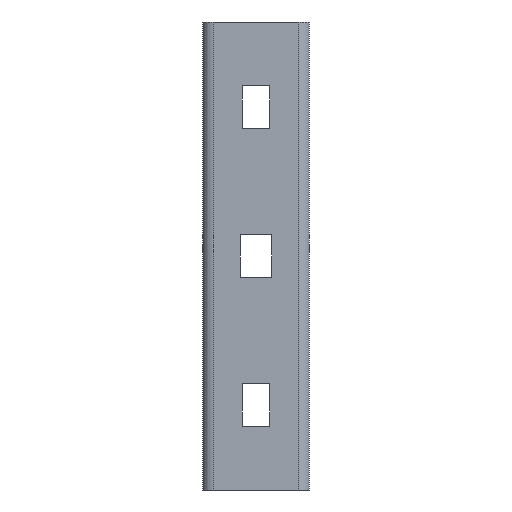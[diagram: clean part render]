
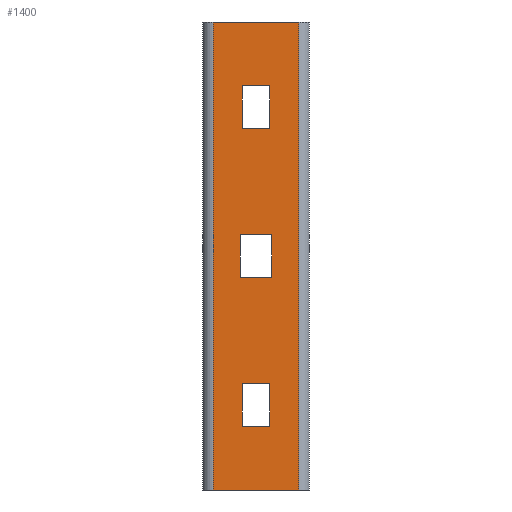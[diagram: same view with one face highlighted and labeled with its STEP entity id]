
A CAD part, left-side view. The second image highlights one B-rep face of the part: STEP entity #1400.
In plain terms, the highlighted planar face has unit normal (-1, 0, 0).
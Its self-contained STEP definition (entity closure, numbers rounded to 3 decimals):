
#9 = VECTOR ( 'NONE', #414, 1000. ) ;
#10 = DIRECTION ( 'NONE',  ( 0., 0., 1. ) ) ;
#11 = EDGE_CURVE ( 'NONE', #799, #668, #469, .T. ) ;
#15 = ORIENTED_EDGE ( 'NONE', *, *, #215, .T. ) ;
#17 = ORIENTED_EDGE ( 'NONE', *, *, #573, .T. ) ;
#21 = CARTESIAN_POINT ( 'NONE',  ( 0., 20., 220. ) ) ;
#50 = DIRECTION ( 'NONE',  ( 0., 0., -1. ) ) ;
#58 = DIRECTION ( 'NONE',  ( 0., -1., 0. ) ) ;
#72 = ORIENTED_EDGE ( 'NONE', *, *, #456, .T. ) ;
#75 = CARTESIAN_POINT ( 'NONE',  ( 0., 6.5, 50. ) ) ;
#118 = VERTEX_POINT ( 'NONE', #1632 ) ;
#159 = FACE_BOUND ( 'NONE', #937, .T. ) ;
#173 = EDGE_CURVE ( 'NONE', #1284, #1149, #659, .T. ) ;
#190 = LINE ( 'NONE', #925, #9 ) ;
#197 = ORIENTED_EDGE ( 'NONE', *, *, #1773, .T. ) ;
#203 = DIRECTION ( 'NONE',  ( 0., 1., 0. ) ) ;
#212 = EDGE_LOOP ( 'NONE', ( #1049, #1277, #1497, #17 ) ) ;
#215 = EDGE_CURVE ( 'NONE', #297, #1116, #1009, .T. ) ;
#221 = CARTESIAN_POINT ( 'NONE',  ( 0., 6.5, 170. ) ) ;
#222 = CARTESIAN_POINT ( 'NONE',  ( 0., 7.5, 120. ) ) ;
#229 = ORIENTED_EDGE ( 'NONE', *, *, #173, .T. ) ;
#234 = LINE ( 'NONE', #1209, #995 ) ;
#237 = CARTESIAN_POINT ( 'NONE',  ( 0., 7.5, 100. ) ) ;
#239 = CARTESIAN_POINT ( 'NONE',  ( 0., -6.5, 30. ) ) ;
#250 = DIRECTION ( 'NONE',  ( 0., -1., 0. ) ) ;
#297 = VERTEX_POINT ( 'NONE', #1147 ) ;
#315 = VECTOR ( 'NONE', #58, 1000. ) ;
#335 = EDGE_CURVE ( 'NONE', #581, #374, #1179, .T. ) ;
#374 = VERTEX_POINT ( 'NONE', #1625 ) ;
#386 = LINE ( 'NONE', #1371, #920 ) ;
#413 = VECTOR ( 'NONE', #439, 1000. ) ;
#414 = DIRECTION ( 'NONE',  ( 0., 0., -1. ) ) ;
#439 = DIRECTION ( 'NONE',  ( 0., 1., 0. ) ) ;
#456 = EDGE_CURVE ( 'NONE', #826, #799, #480, .T. ) ;
#469 = LINE ( 'NONE', #535, #1247 ) ;
#479 = PLANE ( 'NONE',  #1529 ) ;
#480 = LINE ( 'NONE', #1334, #1399 ) ;
#497 = VERTEX_POINT ( 'NONE', #1046 ) ;
#504 = DIRECTION ( 'NONE',  ( 0., 0., -1. ) ) ;
#521 = VECTOR ( 'NONE', #746, 1000. ) ;
#535 = CARTESIAN_POINT ( 'NONE',  ( 0., 20., 0. ) ) ;
#573 = EDGE_CURVE ( 'NONE', #796, #581, #190, .T. ) ;
#581 = VERTEX_POINT ( 'NONE', #239 ) ;
#582 = ORIENTED_EDGE ( 'NONE', *, *, #1750, .T. ) ;
#584 = VECTOR ( 'NONE', #1770, 1000. ) ;
#597 = VECTOR ( 'NONE', #689, 1000. ) ;
#615 = EDGE_LOOP ( 'NONE', ( #1380, #582, #1654, #1206 ) ) ;
#618 = LINE ( 'NONE', #828, #833 ) ;
#659 = LINE ( 'NONE', #1197, #1164 ) ;
#668 = VERTEX_POINT ( 'NONE', #1573 ) ;
#672 = ORIENTED_EDGE ( 'NONE', *, *, #836, .F. ) ;
#689 = DIRECTION ( 'NONE',  ( 0., 0., -1. ) ) ;
#697 = EDGE_CURVE ( 'NONE', #1796, #1223, #1327, .T. ) ;
#711 = DIRECTION ( 'NONE',  ( 0., -1., 0. ) ) ;
#732 = VECTOR ( 'NONE', #203, 1000. ) ;
#740 = DIRECTION ( 'NONE',  ( 0., -1., 0. ) ) ;
#746 = DIRECTION ( 'NONE',  ( 0., -1., 0. ) ) ;
#754 = DIRECTION ( 'NONE',  ( 1., 0., 0. ) ) ;
#781 = CARTESIAN_POINT ( 'NONE',  ( 0., -7.5, 100. ) ) ;
#796 = VERTEX_POINT ( 'NONE', #1503 ) ;
#799 = VERTEX_POINT ( 'NONE', #1488 ) ;
#811 = EDGE_CURVE ( 'NONE', #497, #796, #1547, .T. ) ;
#826 = VERTEX_POINT ( 'NONE', #1094 ) ;
#828 = CARTESIAN_POINT ( 'NONE',  ( 0., 7.5, 100. ) ) ;
#833 = VECTOR ( 'NONE', #1749, 1000. ) ;
#836 = EDGE_CURVE ( 'NONE', #826, #1262, #234, .T. ) ;
#854 = LINE ( 'NONE', #1567, #597 ) ;
#872 = EDGE_CURVE ( 'NONE', #1134, #118, #1097, .T. ) ;
#887 = ORIENTED_EDGE ( 'NONE', *, *, #11, .T. ) ;
#920 = VECTOR ( 'NONE', #10, 1000. ) ;
#925 = CARTESIAN_POINT ( 'NONE',  ( 0., -6.5, 30. ) ) ;
#929 = VECTOR ( 'NONE', #250, 1000. ) ;
#937 = EDGE_LOOP ( 'NONE', ( #229, #1777, #15, #197 ) ) ;
#995 = VECTOR ( 'NONE', #711, 1000. ) ;
#1009 = LINE ( 'NONE', #1650, #929 ) ;
#1023 = CARTESIAN_POINT ( 'NONE',  ( 0., -7.5, 120. ) ) ;
#1044 = ORIENTED_EDGE ( 'NONE', *, *, #1523, .F. ) ;
#1046 = CARTESIAN_POINT ( 'NONE',  ( 0., 6.5, 50. ) ) ;
#1049 = ORIENTED_EDGE ( 'NONE', *, *, #335, .T. ) ;
#1078 = EDGE_CURVE ( 'NONE', #374, #497, #1242, .T. ) ;
#1094 = CARTESIAN_POINT ( 'NONE',  ( 0., 20., 220. ) ) ;
#1097 = LINE ( 'NONE', #237, #413 ) ;
#1116 = VERTEX_POINT ( 'NONE', #1340 ) ;
#1134 = VERTEX_POINT ( 'NONE', #1608 ) ;
#1135 = CARTESIAN_POINT ( 'NONE',  ( 0., -20., 220. ) ) ;
#1147 = CARTESIAN_POINT ( 'NONE',  ( 0., 6.5, 190. ) ) ;
#1149 = VERTEX_POINT ( 'NONE', #221 ) ;
#1164 = VECTOR ( 'NONE', #1611, 1000. ) ;
#1179 = LINE ( 'NONE', #1469, #732 ) ;
#1184 = EDGE_CURVE ( 'NONE', #1223, #1134, #1431, .T. ) ;
#1197 = CARTESIAN_POINT ( 'NONE',  ( 0., 6.5, 170. ) ) ;
#1206 = ORIENTED_EDGE ( 'NONE', *, *, #1184, .T. ) ;
#1209 = CARTESIAN_POINT ( 'NONE',  ( 0., 20., 220. ) ) ;
#1223 = VERTEX_POINT ( 'NONE', #1023 ) ;
#1234 = EDGE_CURVE ( 'NONE', #1149, #297, #386, .T. ) ;
#1238 = EDGE_LOOP ( 'NONE', ( #887, #1044, #672, #72 ) ) ;
#1242 = LINE ( 'NONE', #1446, #1427 ) ;
#1247 = VECTOR ( 'NONE', #740, 1000. ) ;
#1262 = VERTEX_POINT ( 'NONE', #1135 ) ;
#1277 = ORIENTED_EDGE ( 'NONE', *, *, #1078, .T. ) ;
#1284 = VERTEX_POINT ( 'NONE', #1397 ) ;
#1327 = LINE ( 'NONE', #1479, #521 ) ;
#1334 = CARTESIAN_POINT ( 'NONE',  ( 0., 20., 220. ) ) ;
#1340 = CARTESIAN_POINT ( 'NONE',  ( 0., -6.5, 190. ) ) ;
#1371 = CARTESIAN_POINT ( 'NONE',  ( 0., 6.5, 170. ) ) ;
#1375 = FACE_BOUND ( 'NONE', #615, .T. ) ;
#1380 = ORIENTED_EDGE ( 'NONE', *, *, #872, .T. ) ;
#1382 = DIRECTION ( 'NONE',  ( 0., 0., 1. ) ) ;
#1397 = CARTESIAN_POINT ( 'NONE',  ( 0., -6.5, 170. ) ) ;
#1399 = VECTOR ( 'NONE', #50, 1000. ) ;
#1400 = ADVANCED_FACE ( 'NONE', ( #1375, #1758, #1716, #159 ), #479, .F. ) ;
#1405 = CARTESIAN_POINT ( 'NONE',  ( 0., -6.5, 170. ) ) ;
#1427 = VECTOR ( 'NONE', #1382, 1000. ) ;
#1431 = LINE ( 'NONE', #781, #584 ) ;
#1446 = CARTESIAN_POINT ( 'NONE',  ( 0., 6.5, 30. ) ) ;
#1469 = CARTESIAN_POINT ( 'NONE',  ( 0., 6.5, 30. ) ) ;
#1479 = CARTESIAN_POINT ( 'NONE',  ( 0., 7.5, 120. ) ) ;
#1488 = CARTESIAN_POINT ( 'NONE',  ( 0., 20., 0. ) ) ;
#1497 = ORIENTED_EDGE ( 'NONE', *, *, #811, .T. ) ;
#1499 = LINE ( 'NONE', #1405, #1693 ) ;
#1503 = CARTESIAN_POINT ( 'NONE',  ( 0., -6.5, 50. ) ) ;
#1523 = EDGE_CURVE ( 'NONE', #1262, #668, #854, .T. ) ;
#1529 = AXIS2_PLACEMENT_3D ( 'NONE', #21, #754, #1633 ) ;
#1547 = LINE ( 'NONE', #75, #315 ) ;
#1567 = CARTESIAN_POINT ( 'NONE',  ( 0., -20., 220. ) ) ;
#1573 = CARTESIAN_POINT ( 'NONE',  ( 0., -20., 0. ) ) ;
#1608 = CARTESIAN_POINT ( 'NONE',  ( 0., -7.5, 100. ) ) ;
#1611 = DIRECTION ( 'NONE',  ( 0., 1., 0. ) ) ;
#1625 = CARTESIAN_POINT ( 'NONE',  ( 0., 6.5, 30. ) ) ;
#1632 = CARTESIAN_POINT ( 'NONE',  ( 0., 7.5, 100. ) ) ;
#1633 = DIRECTION ( 'NONE',  ( 0., 1., 0. ) ) ;
#1650 = CARTESIAN_POINT ( 'NONE',  ( 0., 6.5, 190. ) ) ;
#1654 = ORIENTED_EDGE ( 'NONE', *, *, #697, .T. ) ;
#1693 = VECTOR ( 'NONE', #504, 1000. ) ;
#1716 = FACE_BOUND ( 'NONE', #212, .T. ) ;
#1749 = DIRECTION ( 'NONE',  ( 0., 0., 1. ) ) ;
#1750 = EDGE_CURVE ( 'NONE', #118, #1796, #618, .T. ) ;
#1758 = FACE_OUTER_BOUND ( 'NONE', #1238, .T. ) ;
#1770 = DIRECTION ( 'NONE',  ( 0., 0., -1. ) ) ;
#1773 = EDGE_CURVE ( 'NONE', #1116, #1284, #1499, .T. ) ;
#1777 = ORIENTED_EDGE ( 'NONE', *, *, #1234, .T. ) ;
#1796 = VERTEX_POINT ( 'NONE', #222 ) ;
